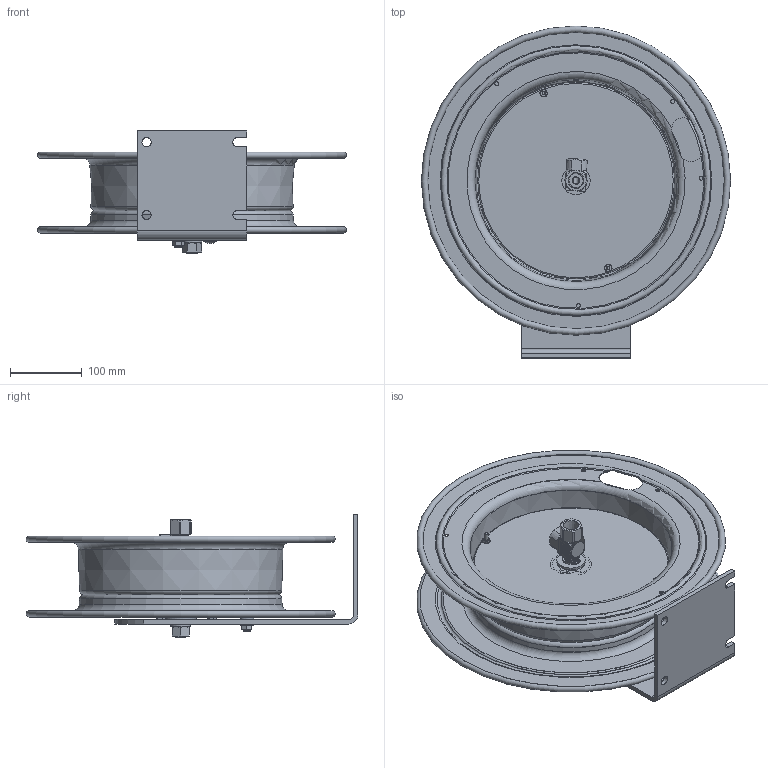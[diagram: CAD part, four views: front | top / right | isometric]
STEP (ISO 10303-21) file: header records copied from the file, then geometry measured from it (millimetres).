
FILE_DESCRIPTION(/* description */ (''),/* implementation_level */ '2;1');
FILE_NAME(/* name */ 'EZ-E-LP-430_SHARED.stp',/* time_stamp */ '2020-02-13T02:03:38-07:00',/* author */ ('NMelton'),/* organization */ (''),/* preprocessor_version */ 'ST-DEVELOPER v17',/* originating_system */ 'Autodesk Inventor 2019',/* authorisation */ '');
FILE_SCHEMA (('AUTOMOTIVE_DESIGN { 1 0 10303 214 3 1 1 }'));
Length unit declared in the file: inch
Products named in the file (1): EZ-E-LP-430_SHARED
Bounding box: 431.79 x 463.55 x 170.69 mm (x, y, z)
Surface area: 871726.5 mm2 (no closed solid volume)
Topology: 0 solids, 59 shells, 703 faces, 3800 edges, 3073 vertices
Faces by surface type: plane 402, cylinder 138, cone 63, bspline 60, torus 37, sphere 3
Full cylindrical faces by diameter (mm): 2.159 x2, 4.826 x4, 5.08 x2, 5.588 x4, 7.112 x1, 12.548 x1, 12.7 x2, 15.875 x1, 17.399 x1, 17.882 x1, 19.05 x1, 20.574 x1, 31.623 x1, 39.624 x1, 44.044 x1
Entity records: 39924 total; most frequent: CARTESIAN_POINT 11498, ORIENTED_EDGE 5070, DIRECTION 5009, EDGE_CURVE 3799, VERTEX_POINT 3073, LINE 2377, VECTOR 2377, AXIS2_PLACEMENT_3D 1316
